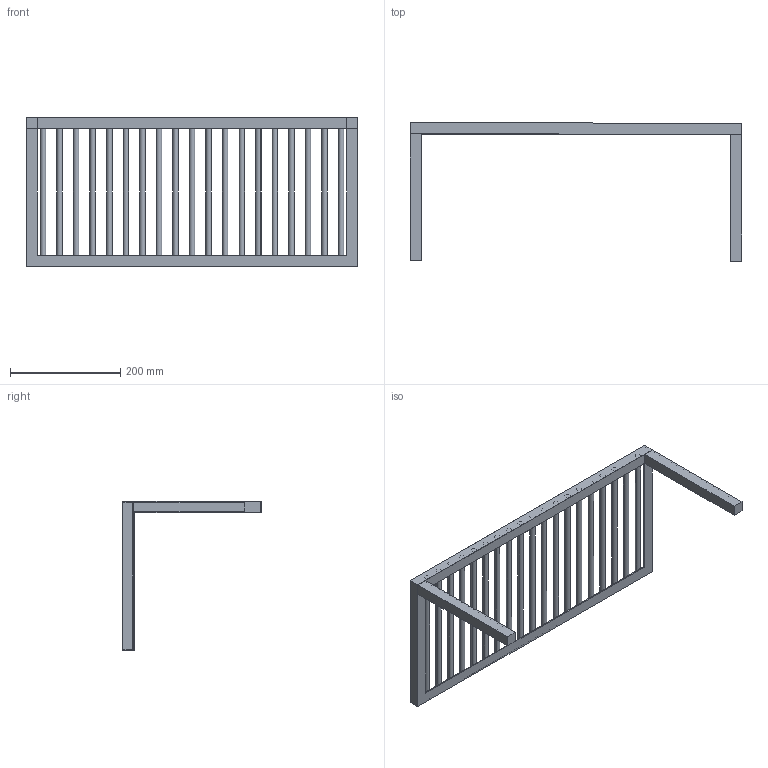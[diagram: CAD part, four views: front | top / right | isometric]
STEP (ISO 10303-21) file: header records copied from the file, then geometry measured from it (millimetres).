
FILE_DESCRIPTION (( 'STEP AP214' ), '1' );
FILE_NAME ('descanso.STEP', '2021-09-06T16:21:29', ( '' ), ( '' ), 'SwSTEP 2.0', 'SolidWorks 2018', '' );
FILE_SCHEMA (( 'AUTOMOTIVE_DESIGN' ));
Length unit declared in the file: millimetre
Products named in the file (4): Quadrado_descanso; pe_descanso; descanso; cilindro_descanso
Assembly tree (22 placements, depth 2):
  descanso
    cilindro_descanso  x19
    pe_descanso  x2
    Quadrado_descanso
Bounding box: 600.31 x 250.74 x 270 mm (x, y, z)
Volume: 607292.2 mm3; surface area: 361152.6 mm2
Topology: 22 solids, 22 shells, 113 faces, 198 edges, 132 vertices
Faces by surface type: plane 75, cylinder 38
Entity records: 1124 total; most frequent: DIRECTION 180, CARTESIAN_POINT 165, ORIENTED_EDGE 132, EDGE_CURVE 66, LINE 62, VECTOR 62, AXIS2_PLACEMENT_3D 59, VERTEX_POINT 44
